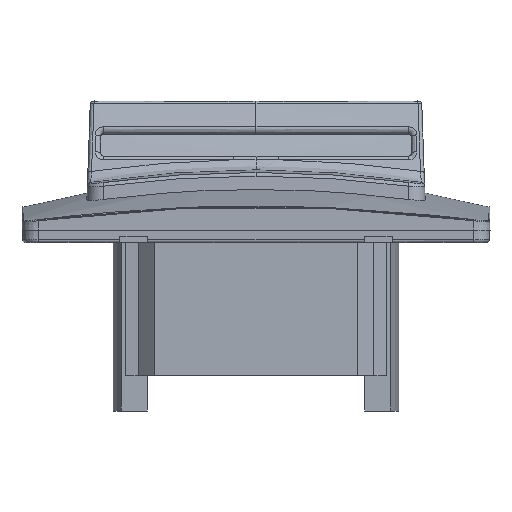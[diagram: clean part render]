
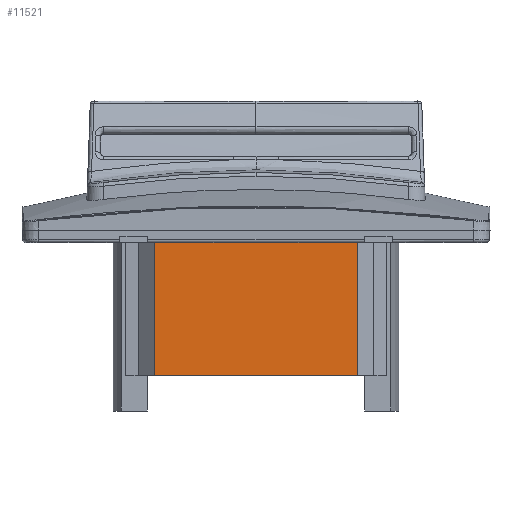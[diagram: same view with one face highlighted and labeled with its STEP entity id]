
A CAD part, front view. The second image highlights one B-rep face of the part: STEP entity #11521.
In plain terms, the highlighted planar face has unit normal (0, -1, 0).
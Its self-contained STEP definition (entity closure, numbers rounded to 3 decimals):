
#777 = PLANE ( 'NONE',  #11385 ) ;
#930 = ORIENTED_EDGE ( 'NONE', *, *, #5142, .T. ) ;
#1478 = EDGE_LOOP ( 'NONE', ( #930, #6646, #14501, #4558 ) ) ;
#1612 = B_SPLINE_CURVE_WITH_KNOTS ( 'NONE', 3,
 ( #14075, #7930, #12847, #10436 ),
 .UNSPECIFIED., .F., .F.,
 ( 4, 4 ),
 ( 0., 1. ),
 .UNSPECIFIED. ) ;
#1692 = CARTESIAN_POINT ( 'NONE',  ( -6.222, -21.794, -24.45 ) ) ;
#2061 = DIRECTION ( 'NONE',  ( 0., -1., 0. ) ) ;
#2318 = EDGE_CURVE ( 'NONE', #13898, #14427, #1612, .T. ) ;
#2986 = CARTESIAN_POINT ( 'NONE',  ( 18.665, -21.794, -24.45 ) ) ;
#3243 = B_SPLINE_CURVE_WITH_KNOTS ( 'NONE', 3,
 ( #10353, #4368, #8005, #15185 ),
 .UNSPECIFIED., .F., .F.,
 ( 4, 4 ),
 ( 0., 1. ),
 .UNSPECIFIED. ) ;
#4368 = CARTESIAN_POINT ( 'NONE',  ( -18.665, -21.794, -8.15 ) ) ;
#4533 = CARTESIAN_POINT ( 'NONE',  ( 18.665, -21.794, 0. ) ) ;
#4558 = ORIENTED_EDGE ( 'NONE', *, *, #9929, .T. ) ;
#5142 = EDGE_CURVE ( 'NONE', #8422, #6144, #13906, .T. ) ;
#5459 = FACE_OUTER_BOUND ( 'NONE', #1478, .T. ) ;
#6144 = VERTEX_POINT ( 'NONE', #13667 ) ;
#6646 = ORIENTED_EDGE ( 'NONE', *, *, #12835, .T. ) ;
#6774 = CARTESIAN_POINT ( 'NONE',  ( 6.222, -21.794, -24.45 ) ) ;
#7930 = CARTESIAN_POINT ( 'NONE',  ( 6.222, -21.794, 0. ) ) ;
#8005 = CARTESIAN_POINT ( 'NONE',  ( -18.665, -21.794, -16.3 ) ) ;
#8422 = VERTEX_POINT ( 'NONE', #12194 ) ;
#9225 = CARTESIAN_POINT ( 'NONE',  ( -18.665, -21.794, 0. ) ) ;
#9929 = EDGE_CURVE ( 'NONE', #14427, #8422, #3243, .T. ) ;
#10353 = CARTESIAN_POINT ( 'NONE',  ( -18.665, -21.794, 0. ) ) ;
#10436 = CARTESIAN_POINT ( 'NONE',  ( -18.665, -21.794, 0. ) ) ;
#10934 = CARTESIAN_POINT ( 'NONE',  ( 18.665, -21.794, -8.15 ) ) ;
#11385 = AXIS2_PLACEMENT_3D ( 'NONE', #13291, #2061, #14272 ) ;
#11521 = ADVANCED_FACE ( 'NONE', ( #5459 ), #777, .T. ) ;
#12194 = CARTESIAN_POINT ( 'NONE',  ( -18.665, -21.794, -24.45 ) ) ;
#12747 = CARTESIAN_POINT ( 'NONE',  ( -18.665, -21.794, -24.45 ) ) ;
#12835 = EDGE_CURVE ( 'NONE', #6144, #13898, #14754, .T. ) ;
#12847 = CARTESIAN_POINT ( 'NONE',  ( -6.222, -21.794, 0. ) ) ;
#13291 = CARTESIAN_POINT ( 'NONE',  ( 18.665, -21.794, 0. ) ) ;
#13600 = CARTESIAN_POINT ( 'NONE',  ( 18.665, -21.794, -16.3 ) ) ;
#13667 = CARTESIAN_POINT ( 'NONE',  ( 18.665, -21.794, -24.45 ) ) ;
#13898 = VERTEX_POINT ( 'NONE', #4533 ) ;
#13906 = B_SPLINE_CURVE_WITH_KNOTS ( 'NONE', 3,
 ( #12747, #1692, #6774, #2986 ),
 .UNSPECIFIED., .F., .F.,
 ( 4, 4 ),
 ( 0., 1. ),
 .UNSPECIFIED. ) ;
#14075 = CARTESIAN_POINT ( 'NONE',  ( 18.665, -21.794, 0. ) ) ;
#14272 = DIRECTION ( 'NONE',  ( 0., 0., -1. ) ) ;
#14427 = VERTEX_POINT ( 'NONE', #9225 ) ;
#14501 = ORIENTED_EDGE ( 'NONE', *, *, #2318, .T. ) ;
#14571 = CARTESIAN_POINT ( 'NONE',  ( 18.665, -21.794, 0. ) ) ;
#14754 = B_SPLINE_CURVE_WITH_KNOTS ( 'NONE', 3,
 ( #14811, #13600, #10934, #14571 ),
 .UNSPECIFIED., .F., .F.,
 ( 4, 4 ),
 ( 0., 1. ),
 .UNSPECIFIED. ) ;
#14811 = CARTESIAN_POINT ( 'NONE',  ( 18.665, -21.794, -24.45 ) ) ;
#15185 = CARTESIAN_POINT ( 'NONE',  ( -18.665, -21.794, -24.45 ) ) ;
